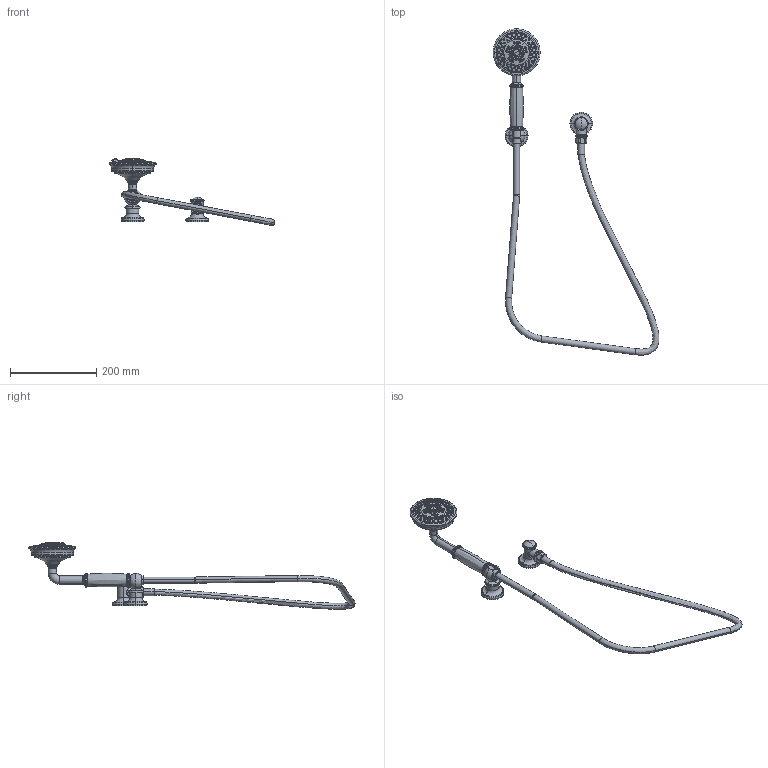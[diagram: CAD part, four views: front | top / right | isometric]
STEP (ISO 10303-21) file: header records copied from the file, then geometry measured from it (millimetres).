
FILE_DESCRIPTION((''),'2;1');
FILE_NAME('280N','2020-12-10T17:41:01',('jinson.thomas'),(''),'CREO PARAMETRIC BY PTC INC, 2018400','CREO PARAMETRIC BY PTC INC, 2018400','');
FILE_SCHEMA(('CONFIG_CONTROL_DESIGN'));
Length unit declared in the file: inch
Products named in the file (1): 280N
Bounding box: 384.4 x 755.77 x 154.21 mm (x, y, z)
Volume: 677621.1 mm3; surface area: 130898.5 mm2
Topology: 1 solids, 1 shells, 1169 faces, 2422 edges, 1412 vertices
Faces by surface type: torus 382, cone 304, cylinder 211, plane 138, bspline 66, sphere 66, revolution 2
Entity records: 39747 total; most frequent: CARTESIAN_POINT 15118, DIRECTION 5511, ORIENTED_EDGE 4826, AXIS2_PLACEMENT_3D 2487, EDGE_CURVE 2413, VERTEX_POINT 1412, CIRCLE 1386, EDGE_LOOP 1335
